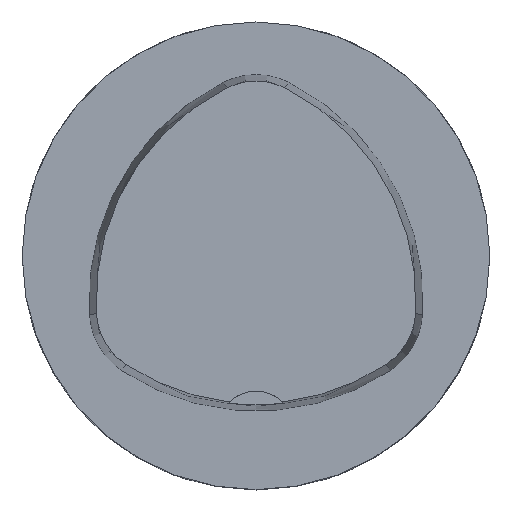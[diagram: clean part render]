
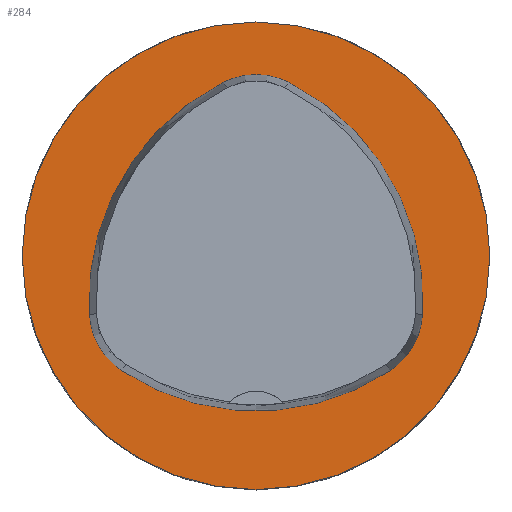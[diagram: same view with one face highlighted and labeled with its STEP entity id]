
A CAD part, top view. The second image highlights one B-rep face of the part: STEP entity #284.
In plain terms, the highlighted planar face has unit normal (0, 0, 1).
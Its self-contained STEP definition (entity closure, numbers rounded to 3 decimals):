
#284=ADVANCED_FACE('',(#396,#397),#356,.T.);
#356=PLANE('',#1094);
#396=FACE_BOUND('',#482,.T.);
#397=FACE_BOUND('',#483,.T.);
#482=EDGE_LOOP('',(#600));
#483=EDGE_LOOP('',(#601,#602,#603,#604,#605,#606));
#600=ORIENTED_EDGE('',*,*,#916,.F.);
#601=ORIENTED_EDGE('',*,*,#917,.T.);
#602=ORIENTED_EDGE('',*,*,#918,.T.);
#603=ORIENTED_EDGE('',*,*,#919,.T.);
#604=ORIENTED_EDGE('',*,*,#920,.T.);
#605=ORIENTED_EDGE('',*,*,#921,.T.);
#606=ORIENTED_EDGE('',*,*,#922,.T.);
#824=VERTEX_POINT('',#1549);
#825=VERTEX_POINT('',#1551);
#826=VERTEX_POINT('',#1552);
#827=VERTEX_POINT('',#1554);
#828=VERTEX_POINT('',#1556);
#829=VERTEX_POINT('',#1558);
#830=VERTEX_POINT('',#1560);
#916=EDGE_CURVE('',#824,#824,#1028,.T.);
#917=EDGE_CURVE('',#825,#826,#1029,.T.);
#918=EDGE_CURVE('',#826,#827,#1030,.T.);
#919=EDGE_CURVE('',#827,#828,#1031,.T.);
#920=EDGE_CURVE('',#828,#829,#1032,.T.);
#921=EDGE_CURVE('',#829,#830,#1033,.T.);
#922=EDGE_CURVE('',#830,#825,#1034,.T.);
#1028=CIRCLE('',#1087,50.0);
#1029=CIRCLE('',#1088,15.5);
#1030=CIRCLE('',#1089,52.0);
#1031=CIRCLE('',#1090,15.5);
#1032=CIRCLE('',#1091,52.0);
#1033=CIRCLE('',#1092,15.5);
#1034=CIRCLE('',#1093,52.0);
#1087=AXIS2_PLACEMENT_3D('',#1548,#1231,#1232);
#1088=AXIS2_PLACEMENT_3D('',#1550,#1233,#1234);
#1089=AXIS2_PLACEMENT_3D('',#1553,#1235,#1236);
#1090=AXIS2_PLACEMENT_3D('',#1555,#1237,#1238);
#1091=AXIS2_PLACEMENT_3D('',#1557,#1239,#1240);
#1092=AXIS2_PLACEMENT_3D('',#1559,#1241,#1242);
#1093=AXIS2_PLACEMENT_3D('',#1561,#1243,#1244);
#1094=AXIS2_PLACEMENT_3D('',#1562,#1245,#1246);
#1231=DIRECTION('',(0.0,0.0,-1.0));
#1232=DIRECTION('',(-1.0,0.0,0.0));
#1233=DIRECTION('',(0.0,0.0,-1.0));
#1234=DIRECTION('',(-0.5,0.866,0.0));
#1235=DIRECTION('',(0.0,0.0,-1.0));
#1236=DIRECTION('',(-0.5,0.866,0.0));
#1237=DIRECTION('',(0.0,0.0,-1.0));
#1238=DIRECTION('',(-0.5,0.866,0.0));
#1239=DIRECTION('',(0.0,0.0,-1.0));
#1240=DIRECTION('',(-0.5,0.866,0.0));
#1241=DIRECTION('',(0.0,0.0,-1.0));
#1242=DIRECTION('',(-0.5,0.866,0.0));
#1243=DIRECTION('',(0.0,0.0,-1.0));
#1244=DIRECTION('',(-0.5,0.866,0.0));
#1245=DIRECTION('',(0.0,0.0,1.0));
#1246=DIRECTION('',(1.0,0.0,0.0));
#1548=CARTESIAN_POINT('',(0.0,0.0,0.0));
#1549=CARTESIAN_POINT('',(-50.0,0.0,0.0));
#1550=CARTESIAN_POINT('',(20.135,-11.625,0.));
#1551=CARTESIAN_POINT('',(35.607,-12.566,0.));
#1552=CARTESIAN_POINT('',(28.686,-24.553,0.0));
#1553=CARTESIAN_POINT('',(0.,18.819,0.));
#1554=CARTESIAN_POINT('',(-28.686,-24.553,0.));
#1555=CARTESIAN_POINT('',(-20.135,-11.625,0.));
#1556=CARTESIAN_POINT('',(-35.607,-12.566,0.));
#1557=CARTESIAN_POINT('',(16.298,-9.409,0.));
#1558=CARTESIAN_POINT('',(-6.921,37.119,0.));
#1559=CARTESIAN_POINT('',(0.,23.25,0.));
#1560=CARTESIAN_POINT('',(6.921,37.119,0.));
#1561=CARTESIAN_POINT('',(-16.298,-9.409,0.));
#1562=CARTESIAN_POINT('',(0.0,0.0,0.0));
